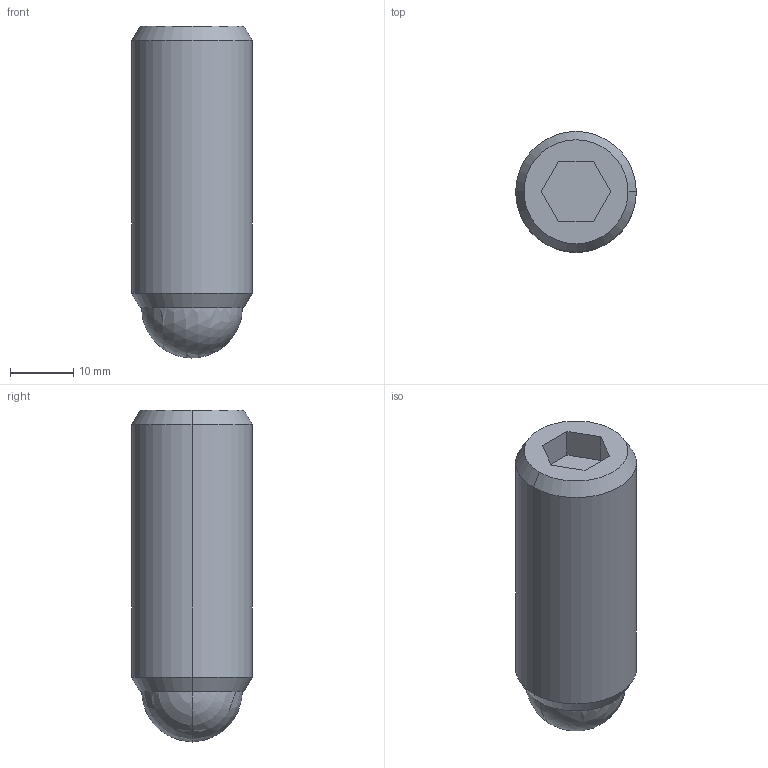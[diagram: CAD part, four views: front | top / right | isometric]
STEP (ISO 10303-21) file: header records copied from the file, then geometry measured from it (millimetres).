
FILE_DESCRIPTION(('STEP AP214'),'1');
FILE_NAME(' ',' ',('TraceParts'),('TraceParts S.A.'),'XStep 1.0',' ',' ');
FILE_SCHEMA(('automotive_design'));
Length unit declared in the file: millimetre
Products named in the file (1): 1
Bounding box: 19.05 x 19.05 x 52.39 mm (x, y, z)
Volume: 13190.8 mm3; surface area: 3455.2 mm2
Topology: 1 solids, 1 shells, 20 faces, 45 edges, 26 vertices
Faces by surface type: plane 10, cone 4, cylinder 4, sphere 2
Entity records: 1039 total; most frequent: DIRECTION 98, CARTESIAN_POINT 88, STYLED_ITEM 87, PRESENTATION_STYLE_ASSIGNMENT 87, COLOUR_RGB 87, ORIENTED_EDGE 82, EDGE_CURVE 41, CURVE_STYLE 41
